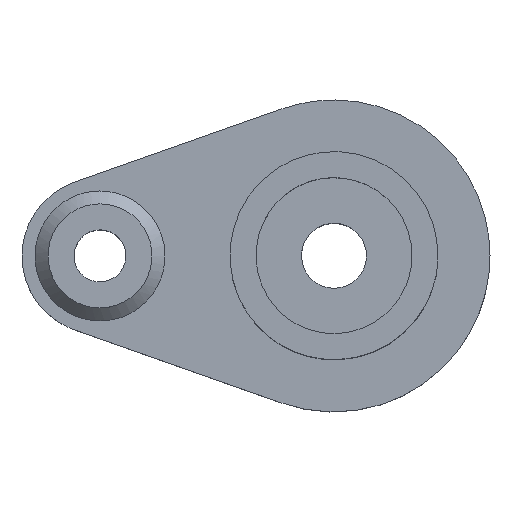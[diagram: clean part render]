
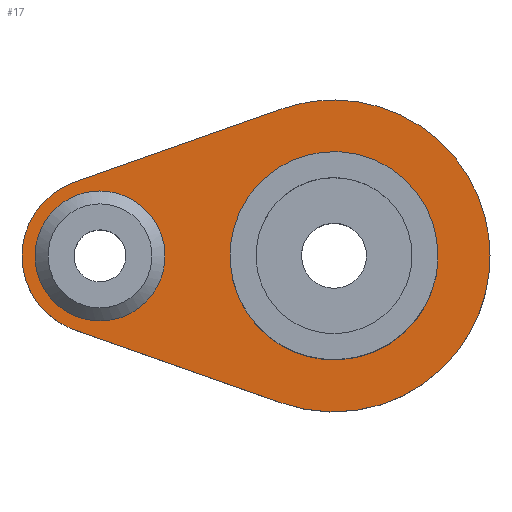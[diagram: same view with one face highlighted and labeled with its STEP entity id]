
A CAD part, top view. The second image highlights one B-rep face of the part: STEP entity #17.
In plain terms, the highlighted free-form (B-spline) face has degree [1, 1] with [2, 2] control points.
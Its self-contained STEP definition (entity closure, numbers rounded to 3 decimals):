
#17 = ADVANCED_FACE('',(#18,#32,#46),#80,.T.);
#18 = FACE_BOUND('',#19,.T.);
#19 = EDGE_LOOP('',(#20));
#20 = ORIENTED_EDGE('',*,*,#21,.F.);
#21 = EDGE_CURVE('',#22,#22,#24,.T.);
#22 = VERTEX_POINT('',#23);
#23 = CARTESIAN_POINT('',(-33.425,0.,10.285));
#24 = ( BOUNDED_CURVE() B_SPLINE_CURVE(2,(#25,#26,#27,#28,#29,#30,#31),
.UNSPECIFIED.,.T.,.F.) B_SPLINE_CURVE_WITH_KNOTS((1,2,2,2,2,1),(
    -2.094,0.,2.094,4.189,6.283,
8.378),.UNSPECIFIED.) CURVE() GEOMETRIC_REPRESENTATION_ITEM() 
RATIONAL_B_SPLINE_CURVE((1.,0.5,1.,0.5,1.,0.5,1.)) REPRESENTATION_ITEM(
  '') );
#25 = CARTESIAN_POINT('',(-33.425,0.,10.285));
#26 = CARTESIAN_POINT('',(-33.425,22.267,
    10.285));
#27 = CARTESIAN_POINT('',(-52.709,11.133,
    10.285));
#28 = CARTESIAN_POINT('',(-71.992,0.,
    10.285));
#29 = CARTESIAN_POINT('',(-52.709,-11.133,
    10.285));
#30 = CARTESIAN_POINT('',(-33.425,-22.267,
    10.285));
#31 = CARTESIAN_POINT('',(-33.425,0.,10.285));
#32 = FACE_BOUND('',#33,.T.);
#33 = EDGE_LOOP('',(#34));
#34 = ORIENTED_EDGE('',*,*,#35,.F.);
#35 = EDGE_CURVE('',#36,#36,#38,.T.);
#36 = VERTEX_POINT('',#37);
#37 = CARTESIAN_POINT('',(20.569,0.,10.285));
#38 = ( BOUNDED_CURVE() B_SPLINE_CURVE(2,(#39,#40,#41,#42,#43,#44,#45),
.UNSPECIFIED.,.T.,.F.) B_SPLINE_CURVE_WITH_KNOTS((1,2,2,2,2,1),(
    -2.094,0.,2.094,4.189,6.283,
8.378),.UNSPECIFIED.) CURVE() GEOMETRIC_REPRESENTATION_ITEM() 
RATIONAL_B_SPLINE_CURVE((1.,0.5,1.,0.5,1.,0.5,1.)) REPRESENTATION_ITEM(
  '') );
#39 = CARTESIAN_POINT('',(20.569,0.,10.285));
#40 = CARTESIAN_POINT('',(20.569,35.627,
    10.285));
#41 = CARTESIAN_POINT('',(-10.285,17.813,
    10.285));
#42 = CARTESIAN_POINT('',(-41.138,0.,
    10.285));
#43 = CARTESIAN_POINT('',(-10.285,-17.813,
    10.285));
#44 = CARTESIAN_POINT('',(20.569,-35.627,
    10.285));
#45 = CARTESIAN_POINT('',(20.569,0.,10.285));
#46 = FACE_BOUND('',#47,.T.);
#47 = EDGE_LOOP('',(#48,#60,#67,#75));
#48 = ORIENTED_EDGE('',*,*,#49,.T.);
#49 = EDGE_CURVE('',#50,#52,#54,.T.);
#50 = VERTEX_POINT('',#51);
#51 = CARTESIAN_POINT('',(-10.285,-29.089,10.285
    ));
#52 = VERTEX_POINT('',#53);
#53 = CARTESIAN_POINT('',(-10.285,29.089,
    10.285));
#54 = ( BOUNDED_CURVE() B_SPLINE_CURVE(2,(#55,#56,#57,#58,#59),
.UNSPECIFIED.,.F.,.F.) B_SPLINE_CURVE_WITH_KNOTS((3,2,3),(4.373
,6.283,8.194),.PIECEWISE_BEZIER_KNOTS.) CURVE() 
GEOMETRIC_REPRESENTATION_ITEM() RATIONAL_B_SPLINE_CURVE((1.,
0.577,1.,0.577,1.)) REPRESENTATION_ITEM('') );
#55 = CARTESIAN_POINT('',(-10.285,-29.089,10.285
    ));
#56 = CARTESIAN_POINT('',(30.854,-43.634,10.285
    ));
#57 = CARTESIAN_POINT('',(30.854,0.,
    10.285));
#58 = CARTESIAN_POINT('',(30.854,43.634,
    10.285));
#59 = CARTESIAN_POINT('',(-10.285,29.089,
    10.285));
#60 = ORIENTED_EDGE('',*,*,#61,.F.);
#61 = EDGE_CURVE('',#62,#52,#64,.T.);
#62 = VERTEX_POINT('',#63);
#63 = CARTESIAN_POINT('',(-51.423,14.545,
    10.285));
#64 = B_SPLINE_CURVE_WITH_KNOTS('',1,(#65,#66),.UNSPECIFIED.,.F.,.F.,(2,
    2),(0.,33.941),.PIECEWISE_BEZIER_KNOTS.);
#65 = CARTESIAN_POINT('',(-51.423,14.545,
    10.285));
#66 = CARTESIAN_POINT('',(-10.285,29.089,
    10.285));
#67 = ORIENTED_EDGE('',*,*,#68,.T.);
#68 = EDGE_CURVE('',#62,#69,#71,.T.);
#69 = VERTEX_POINT('',#70);
#70 = CARTESIAN_POINT('',(-51.423,-14.545,
    10.285));
#71 = ( BOUNDED_CURVE() B_SPLINE_CURVE(2,(#72,#73,#74),.UNSPECIFIED.,.F.
,.F.) B_SPLINE_CURVE_WITH_KNOTS((3,3),(1.911,4.373),
.PIECEWISE_BEZIER_KNOTS.) CURVE() GEOMETRIC_REPRESENTATION_ITEM() 
RATIONAL_B_SPLINE_CURVE((1.,0.333,1.)) REPRESENTATION_ITEM('') 
  );
#72 = CARTESIAN_POINT('',(-51.423,14.545,
    10.285));
#73 = CARTESIAN_POINT('',(-92.561,0.,
    10.285));
#74 = CARTESIAN_POINT('',(-51.423,-14.545,10.285
    ));
#75 = ORIENTED_EDGE('',*,*,#76,.T.);
#76 = EDGE_CURVE('',#69,#50,#77,.T.);
#77 = B_SPLINE_CURVE_WITH_KNOTS('',1,(#78,#79),.UNSPECIFIED.,.F.,.F.,(2,
    2),(0.,33.941),.PIECEWISE_BEZIER_KNOTS.);
#78 = CARTESIAN_POINT('',(-51.423,-14.545,
    10.285));
#79 = CARTESIAN_POINT('',(-10.285,-29.089,
    10.285));
#80 = B_SPLINE_SURFACE_WITH_KNOTS('',1,1,(
    (#81,#82)
    ,(#83,#84
    )),.UNSPECIFIED.,.F.,.F.,.F.,(2,2),(2,2),(-36.812,
    35.188),(-24.,24.),.PIECEWISE_BEZIER_KNOTS.);
#81 = CARTESIAN_POINT('',(-61.708,-30.854,
    10.285));
#82 = CARTESIAN_POINT('',(-61.708,30.854,
    10.285));
#83 = CARTESIAN_POINT('',(30.854,-30.854,
    10.285));
#84 = CARTESIAN_POINT('',(30.854,30.854,
    10.285));
